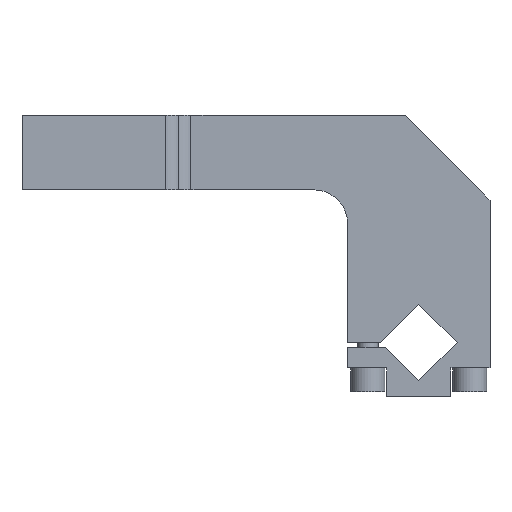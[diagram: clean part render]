
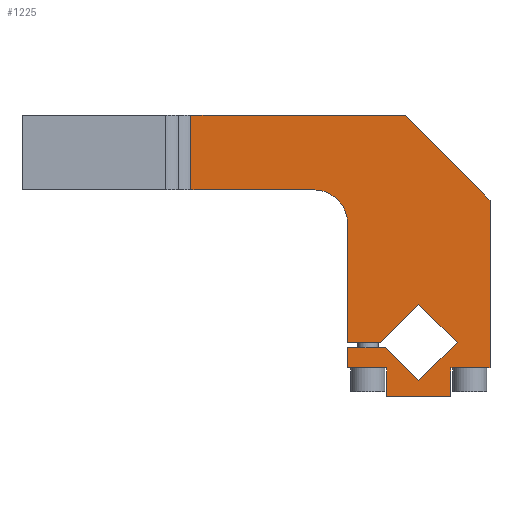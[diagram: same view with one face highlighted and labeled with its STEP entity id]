
A CAD part, left-side view. The second image highlights one B-rep face of the part: STEP entity #1225.
In plain terms, the highlighted planar face has unit normal (-1, 0, 0).
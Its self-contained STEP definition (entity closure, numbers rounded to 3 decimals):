
#58=PLANE('',#1329);
#122=FACE_OUTER_BOUND('',#201,.T.);
#201=EDGE_LOOP('',(#987,#988,#989,#990,#991,#992,#993,#994,#995,#996,#997,
#998,#999,#1000,#1001,#1002,#1003,#1004,#1005,#1006,#1007));
#241=LINE('',#1717,#376);
#244=LINE('',#1729,#379);
#254=LINE('',#1769,#389);
#258=LINE('',#1788,#393);
#282=LINE('',#1880,#417);
#283=LINE('',#1882,#418);
#287=LINE('',#1890,#422);
#288=LINE('',#1892,#423);
#300=LINE('',#1917,#435);
#301=LINE('',#1919,#436);
#302=LINE('',#1921,#437);
#303=LINE('',#1923,#438);
#304=LINE('',#1925,#439);
#305=LINE('',#1927,#440);
#306=LINE('',#1928,#441);
#307=LINE('',#1930,#442);
#308=LINE('',#1932,#443);
#309=LINE('',#1933,#444);
#310=LINE('',#1935,#445);
#311=LINE('',#1936,#446);
#376=VECTOR('',#1375,35.);
#379=VECTOR('',#1386,36.17);
#389=VECTOR('',#1420,22.);
#393=VECTOR('',#1440,63.17);
#417=VECTOR('',#1542,5.5);
#418=VECTOR('',#1543,6.);
#422=VECTOR('',#1549,6.);
#423=VECTOR('',#1550,5.5);
#435=VECTOR('',#1570,9.686);
#436=VECTOR('',#1571,16.);
#437=VECTOR('',#1572,16.);
#438=VECTOR('',#1573,16.);
#439=VECTOR('',#1574,13.879);
#440=VECTOR('',#1575,11.186);
#441=VECTOR('',#1576,6.);
#442=VECTOR('',#1577,8.5);
#443=VECTOR('',#1578,19.);
#444=VECTOR('',#1579,8.5);
#445=VECTOR('',#1580,49.5);
#446=VECTOR('',#1581,35.355);
#506=CIRCLE('',#1260,10.);
#543=VERTEX_POINT('',#1703);
#544=VERTEX_POINT('',#1705);
#548=VERTEX_POINT('',#1715);
#553=VERTEX_POINT('',#1728);
#570=VERTEX_POINT('',#1765);
#578=VERTEX_POINT('',#1787);
#598=VERTEX_POINT('',#1853);
#600=VERTEX_POINT('',#1859);
#607=VERTEX_POINT('',#1878);
#608=VERTEX_POINT('',#1881);
#611=VERTEX_POINT('',#1888);
#612=VERTEX_POINT('',#1891);
#621=VERTEX_POINT('',#1916);
#622=VERTEX_POINT('',#1918);
#623=VERTEX_POINT('',#1920);
#624=VERTEX_POINT('',#1922);
#625=VERTEX_POINT('',#1924);
#626=VERTEX_POINT('',#1926);
#627=VERTEX_POINT('',#1929);
#628=VERTEX_POINT('',#1931);
#629=VERTEX_POINT('',#1934);
#661=EDGE_CURVE('',#543,#544,#506,.T.);
#667=EDGE_CURVE('',#543,#548,#241,.T.);
#672=EDGE_CURVE('',#553,#544,#244,.T.);
#693=EDGE_CURVE('',#553,#570,#254,.T.);
#702=EDGE_CURVE('',#578,#570,#258,.T.);
#742=EDGE_CURVE('',#598,#607,#282,.T.);
#743=EDGE_CURVE('',#608,#598,#283,.T.);
#747=EDGE_CURVE('',#600,#611,#287,.T.);
#748=EDGE_CURVE('',#612,#600,#288,.T.);
#760=EDGE_CURVE('',#548,#621,#300,.T.);
#761=EDGE_CURVE('',#621,#622,#301,.T.);
#762=EDGE_CURVE('',#622,#623,#302,.T.);
#763=EDGE_CURVE('',#623,#624,#303,.T.);
#764=EDGE_CURVE('',#624,#625,#304,.T.);
#765=EDGE_CURVE('',#625,#626,#305,.T.);
#766=EDGE_CURVE('',#626,#608,#306,.T.);
#767=EDGE_CURVE('',#607,#627,#307,.T.);
#768=EDGE_CURVE('',#627,#628,#308,.T.);
#769=EDGE_CURVE('',#628,#612,#309,.T.);
#770=EDGE_CURVE('',#611,#629,#310,.T.);
#771=EDGE_CURVE('',#629,#578,#311,.T.);
#987=ORIENTED_EDGE('',*,*,#693,.F.);
#988=ORIENTED_EDGE('',*,*,#672,.T.);
#989=ORIENTED_EDGE('',*,*,#661,.F.);
#990=ORIENTED_EDGE('',*,*,#667,.T.);
#991=ORIENTED_EDGE('',*,*,#760,.T.);
#992=ORIENTED_EDGE('',*,*,#761,.T.);
#993=ORIENTED_EDGE('',*,*,#762,.T.);
#994=ORIENTED_EDGE('',*,*,#763,.T.);
#995=ORIENTED_EDGE('',*,*,#764,.T.);
#996=ORIENTED_EDGE('',*,*,#765,.T.);
#997=ORIENTED_EDGE('',*,*,#766,.T.);
#998=ORIENTED_EDGE('',*,*,#743,.T.);
#999=ORIENTED_EDGE('',*,*,#742,.T.);
#1000=ORIENTED_EDGE('',*,*,#767,.T.);
#1001=ORIENTED_EDGE('',*,*,#768,.T.);
#1002=ORIENTED_EDGE('',*,*,#769,.T.);
#1003=ORIENTED_EDGE('',*,*,#748,.T.);
#1004=ORIENTED_EDGE('',*,*,#747,.T.);
#1005=ORIENTED_EDGE('',*,*,#770,.T.);
#1006=ORIENTED_EDGE('',*,*,#771,.T.);
#1007=ORIENTED_EDGE('',*,*,#702,.T.);
#1225=ADVANCED_FACE('',(#122),#58,.T.);
#1260=AXIS2_PLACEMENT_3D('',#1706,#1366,#1367);
#1329=AXIS2_PLACEMENT_3D('',#1915,#1568,#1569);
#1366=DIRECTION('center_axis',(-1.,0.,0.));
#1367=DIRECTION('ref_axis',(0.,-0.707,0.707));
#1375=DIRECTION('',(0.,0.,-1.));
#1386=DIRECTION('',(0.,-1.,0.));
#1420=DIRECTION('',(0.,0.,1.));
#1440=DIRECTION('',(0.,1.,0.));
#1542=DIRECTION('',(0.,-1.,0.));
#1543=DIRECTION('',(0.,-1.,0.));
#1549=DIRECTION('',(0.,-1.,0.));
#1550=DIRECTION('',(0.,-1.,0.));
#1568=DIRECTION('center_axis',(-1.,0.,0.));
#1569=DIRECTION('ref_axis',(0.,0.,1.));
#1570=DIRECTION('',(0.,-1.,0.));
#1571=DIRECTION('',(0.,-0.707,0.707));
#1572=DIRECTION('',(0.,-0.707,-0.707));
#1573=DIRECTION('',(0.,0.707,-0.707));
#1574=DIRECTION('',(0.,0.707,0.707));
#1575=DIRECTION('',(0.,1.,0.));
#1576=DIRECTION('',(0.,0.,-1.));
#1577=DIRECTION('',(0.,0.,-1.));
#1578=DIRECTION('',(0.,-1.,0.));
#1579=DIRECTION('',(0.,0.,1.));
#1580=DIRECTION('',(0.,0.,1.));
#1581=DIRECTION('',(0.,0.707,0.707));
#1703=CARTESIAN_POINT('',(-27.5,21.,35.));
#1705=CARTESIAN_POINT('',(-27.5,31.,45.));
#1706=CARTESIAN_POINT('Origin',(-27.5,31.,35.));
#1715=CARTESIAN_POINT('',(-27.5,21.,0.));
#1717=CARTESIAN_POINT('',(-27.5,21.,0.));
#1728=CARTESIAN_POINT('',(-27.5,67.17,45.));
#1729=CARTESIAN_POINT('',(-27.5,21.,45.));
#1765=CARTESIAN_POINT('',(-27.5,67.17,67.));
#1769=CARTESIAN_POINT('',(-27.5,67.17,47.496));
#1787=CARTESIAN_POINT('',(-27.5,4.,67.));
#1788=CARTESIAN_POINT('',(-27.5,82.,67.));
#1853=CARTESIAN_POINT('',(-27.5,15.,-7.5));
#1859=CARTESIAN_POINT('',(-27.5,-15.,-7.5));
#1878=CARTESIAN_POINT('',(-27.5,9.5,-7.5));
#1880=CARTESIAN_POINT('',(-27.5,9.5,-7.5));
#1881=CARTESIAN_POINT('',(-27.5,21.,-7.5));
#1882=CARTESIAN_POINT('',(-27.5,9.5,-7.5));
#1888=CARTESIAN_POINT('',(-27.5,-21.,-7.5));
#1890=CARTESIAN_POINT('',(-27.5,-21.,-7.5));
#1891=CARTESIAN_POINT('',(-27.5,-9.5,-7.5));
#1892=CARTESIAN_POINT('',(-27.5,-21.,-7.5));
#1915=CARTESIAN_POINT('Origin',(-27.5,19.008,27.993));
#1916=CARTESIAN_POINT('',(-27.5,11.314,0.));
#1917=CARTESIAN_POINT('',(-27.5,11.314,0.));
#1918=CARTESIAN_POINT('',(-27.5,0.,11.314));
#1919=CARTESIAN_POINT('',(-27.5,0.,11.314));
#1920=CARTESIAN_POINT('',(-27.5,-11.314,0.));
#1921=CARTESIAN_POINT('',(-27.5,-11.314,0.));
#1922=CARTESIAN_POINT('',(-27.5,0.,-11.314));
#1923=CARTESIAN_POINT('',(-27.5,0.,-11.314));
#1924=CARTESIAN_POINT('',(-27.5,9.814,-1.5));
#1925=CARTESIAN_POINT('',(-27.5,9.814,-1.5));
#1926=CARTESIAN_POINT('',(-27.5,21.,-1.5));
#1927=CARTESIAN_POINT('',(-27.5,21.,-1.5));
#1928=CARTESIAN_POINT('',(-27.5,21.,-7.5));
#1929=CARTESIAN_POINT('',(-27.5,9.5,-16.));
#1930=CARTESIAN_POINT('',(-27.5,9.5,-16.));
#1931=CARTESIAN_POINT('',(-27.5,-9.5,-16.));
#1932=CARTESIAN_POINT('',(-27.5,-9.5,-16.));
#1933=CARTESIAN_POINT('',(-27.5,-9.5,-7.5));
#1934=CARTESIAN_POINT('',(-27.5,-21.,42.));
#1935=CARTESIAN_POINT('',(-27.5,-21.,42.));
#1936=CARTESIAN_POINT('',(-27.5,4.,67.));
